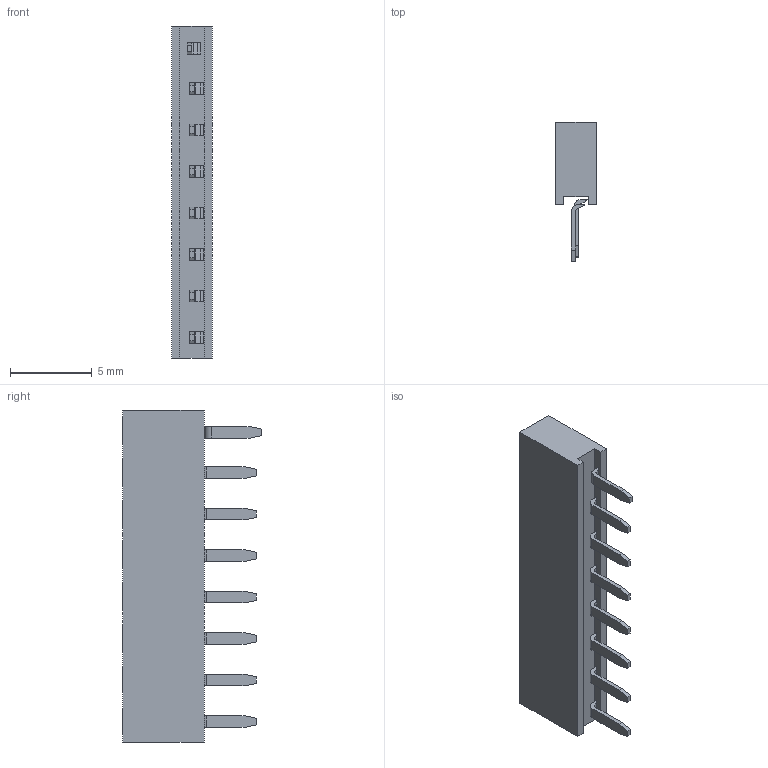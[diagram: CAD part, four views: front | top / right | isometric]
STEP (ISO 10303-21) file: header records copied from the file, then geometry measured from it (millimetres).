
FILE_DESCRIPTION(/* description */ ('STEP AP214'),/* implementation_level */ '2;1');
FILE_NAME(/* name */ '2041-1X08G00SA.stp',/* time_stamp */ '2023-10-08T20:25:36-04:00',/* author */ ('madis'),/* organization */ (''),/* preprocessor_version */ 'ST-DEVELOPER v19.2',/* originating_system */ 'Autodesk Inventor 2024',/* authorisation */ '');
FILE_SCHEMA (('AUTOMOTIVE_DESIGN { 1 0 10303 214 3 1 1 }'));
Length unit declared in the file: millimetre
Products named in the file (3): 2041-1X08G00SA; 2041-1XxxB_1; 2041-Pin-S_1
Assembly tree (9 placements, depth 2):
  2041-1X08G00SA
    2041-1XxxB_1
    2041-Pin-S_1  x8
Bounding box: 2.5 x 8.51 x 20.32 mm (x, y, z)
Volume: 240.1 mm3; surface area: 414 mm2
Topology: 9 solids, 9 shells, 186 faces, 448 edges, 288 vertices
Faces by surface type: plane 162, cylinder 24
Entity records: 2773 total; most frequent: CARTESIAN_POINT 458, DIRECTION 437, ORIENTED_EDGE 434, EDGE_CURVE 217, LINE 211, VECTOR 211, VERTEX_POINT 134, AXIS2_PLACEMENT_3D 113
